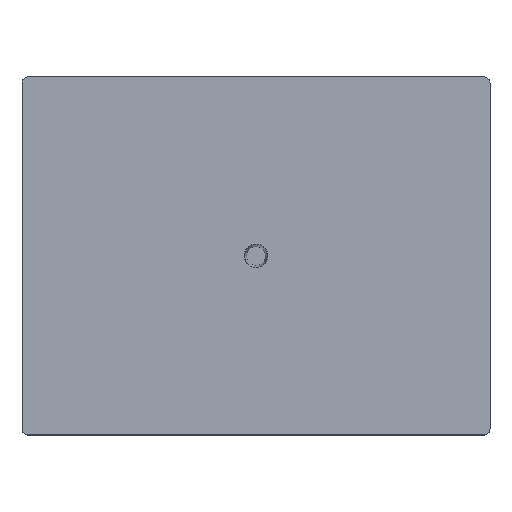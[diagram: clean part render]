
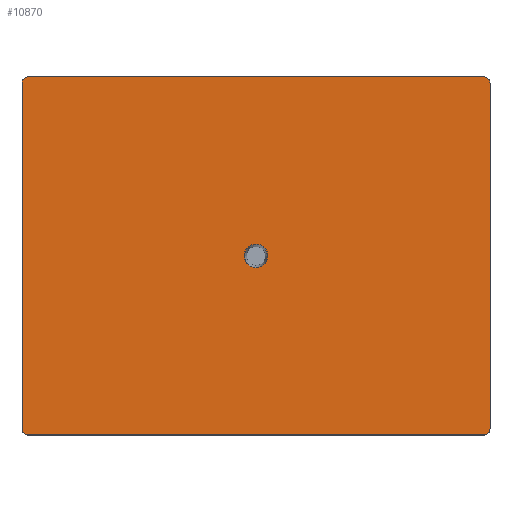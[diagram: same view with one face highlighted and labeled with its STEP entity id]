
A CAD part, top view. The second image highlights one B-rep face of the part: STEP entity #10870.
In plain terms, the highlighted planar face has unit normal (0, 0, 1).
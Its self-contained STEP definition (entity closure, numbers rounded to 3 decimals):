
#154=CIRCLE('',#11286,1.505);
#165=CIRCLE('',#11305,0.8);
#166=CIRCLE('',#11308,0.8);
#167=CIRCLE('',#11311,0.8);
#168=CIRCLE('',#11314,0.8);
#226=FACE_BOUND('',#1644,.T.);
#480=PLANE('',#11315);
#1033=FACE_OUTER_BOUND('',#1643,.T.);
#1643=EDGE_LOOP('',(#9942,#9943,#9944,#9945,#9946,#9947,#9948,#9949));
#1644=EDGE_LOOP('',(#9950));
#2550=LINE('',#27185,#3491);
#2553=LINE('',#27193,#3494);
#2556=LINE('',#27201,#3497);
#2559=LINE('',#27209,#3500);
#3491=VECTOR('',#12970,10.);
#3494=VECTOR('',#12979,10.);
#3497=VECTOR('',#12988,10.);
#3500=VECTOR('',#12997,10.);
#5154=VERTEX_POINT('',#23858);
#5193=VERTEX_POINT('',#27182);
#5194=VERTEX_POINT('',#27184);
#5195=VERTEX_POINT('',#27188);
#5196=VERTEX_POINT('',#27192);
#5197=VERTEX_POINT('',#27196);
#5198=VERTEX_POINT('',#27200);
#5199=VERTEX_POINT('',#27204);
#5200=VERTEX_POINT('',#27208);
#6732=EDGE_CURVE('',#5154,#5154,#154,.T.);
#6780=EDGE_CURVE('',#5194,#5193,#2550,.F.);
#6782=EDGE_CURVE('',#5195,#5194,#165,.F.);
#6784=EDGE_CURVE('',#5196,#5195,#2553,.F.);
#6786=EDGE_CURVE('',#5197,#5196,#166,.F.);
#6788=EDGE_CURVE('',#5198,#5197,#2556,.F.);
#6790=EDGE_CURVE('',#5199,#5198,#167,.F.);
#6792=EDGE_CURVE('',#5200,#5199,#2559,.F.);
#6794=EDGE_CURVE('',#5193,#5200,#168,.F.);
#9942=ORIENTED_EDGE('',*,*,#6794,.T.);
#9943=ORIENTED_EDGE('',*,*,#6792,.T.);
#9944=ORIENTED_EDGE('',*,*,#6790,.T.);
#9945=ORIENTED_EDGE('',*,*,#6788,.T.);
#9946=ORIENTED_EDGE('',*,*,#6786,.T.);
#9947=ORIENTED_EDGE('',*,*,#6784,.T.);
#9948=ORIENTED_EDGE('',*,*,#6782,.T.);
#9949=ORIENTED_EDGE('',*,*,#6780,.T.);
#9950=ORIENTED_EDGE('',*,*,#6732,.T.);
#10870=ADVANCED_FACE('',(#1033,#226),#480,.T.);
#11286=AXIS2_PLACEMENT_3D('',#23860,#12933,#12934);
#11305=AXIS2_PLACEMENT_3D('',#27189,#12974,#12975);
#11308=AXIS2_PLACEMENT_3D('',#27197,#12983,#12984);
#11311=AXIS2_PLACEMENT_3D('',#27205,#12992,#12993);
#11314=AXIS2_PLACEMENT_3D('',#27212,#13001,#13002);
#11315=AXIS2_PLACEMENT_3D('',#27213,#13003,#13004);
#12933=DIRECTION('center_axis',(0.,0.,-1.));
#12934=DIRECTION('ref_axis',(1.,0.,0.));
#12970=DIRECTION('',(0.,1.,0.));
#12974=DIRECTION('center_axis',(0.,0.,-1.));
#12975=DIRECTION('ref_axis',(0.,1.,0.));
#12979=DIRECTION('',(1.,0.,0.));
#12983=DIRECTION('center_axis',(0.,0.,-1.));
#12984=DIRECTION('ref_axis',(1.,0.,0.));
#12988=DIRECTION('',(0.,-1.,0.));
#12992=DIRECTION('center_axis',(0.,0.,-1.));
#12993=DIRECTION('ref_axis',(0.,-1.,0.));
#12997=DIRECTION('',(-1.,0.,0.));
#13001=DIRECTION('center_axis',(0.,0.,-1.));
#13002=DIRECTION('ref_axis',(-1.,0.,0.));
#13003=DIRECTION('center_axis',(0.,0.,1.));
#13004=DIRECTION('ref_axis',(1.,0.,0.));
#23858=CARTESIAN_POINT('',(-1.505,0.,11.8));
#23860=CARTESIAN_POINT('Origin',(0.,0.,11.8));
#27182=CARTESIAN_POINT('',(-29.8,-22.,11.8));
#27184=CARTESIAN_POINT('',(-29.8,22.,11.8));
#27185=CARTESIAN_POINT('',(-29.8,11.,11.8));
#27188=CARTESIAN_POINT('',(-29.,22.8,11.8));
#27189=CARTESIAN_POINT('Origin',(-29.,22.,11.8));
#27192=CARTESIAN_POINT('',(29.,22.8,11.8));
#27193=CARTESIAN_POINT('',(14.5,22.8,11.8));
#27196=CARTESIAN_POINT('',(29.8,22.,11.8));
#27197=CARTESIAN_POINT('Origin',(29.,22.,11.8));
#27200=CARTESIAN_POINT('',(29.8,-22.,11.8));
#27201=CARTESIAN_POINT('',(29.8,-11.,11.8));
#27204=CARTESIAN_POINT('',(29.,-22.8,11.8));
#27205=CARTESIAN_POINT('Origin',(29.,-22.,11.8));
#27208=CARTESIAN_POINT('',(-29.,-22.8,11.8));
#27209=CARTESIAN_POINT('',(-14.5,-22.8,11.8));
#27212=CARTESIAN_POINT('Origin',(-29.,-22.,11.8));
#27213=CARTESIAN_POINT('Origin',(0.,0.,11.8));
